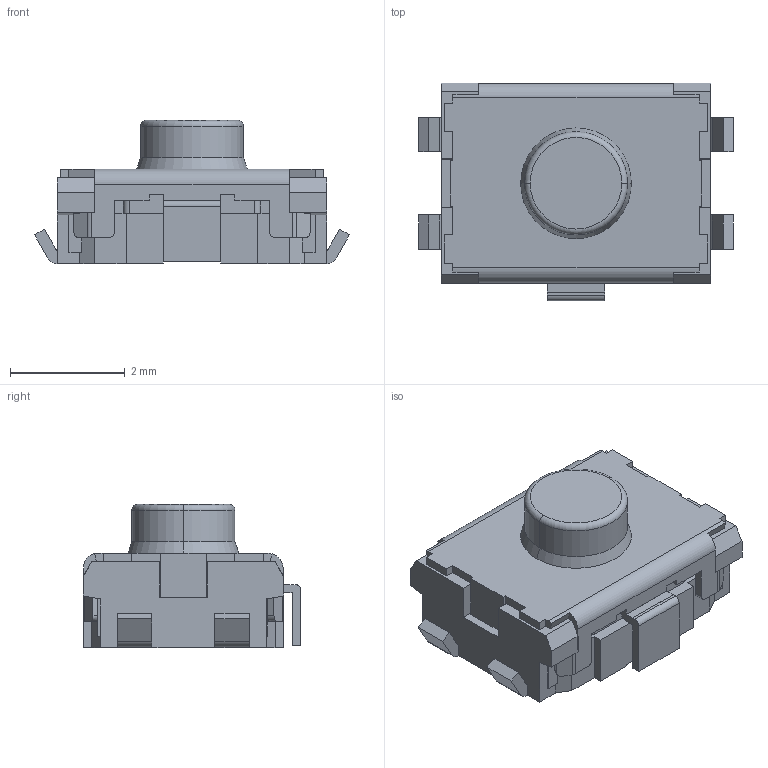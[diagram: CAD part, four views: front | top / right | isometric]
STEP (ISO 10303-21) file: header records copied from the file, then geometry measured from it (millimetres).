
FILE_DESCRIPTION (( 'STEP AP203' ), '1' );
FILE_NAME ('EVQP2B02B2.STEP', '2013-07-16T06:57:28', ( '全社標準ＰＣ' ), ( 'パナソニック株式会社' ), 'SwSTEP 2.0', 'SolidWorks 2012', '' );
FILE_SCHEMA (( 'CONFIG_CONTROL_DESIGN' ));
Length unit declared in the file: millimetre
Products named in the file (1): EVQP2B02B2
Bounding box: 5.5 x 3.8 x 2.5 mm (x, y, z)
Volume: 27.8 mm3; surface area: 80.1 mm2
Topology: 1 solids, 1 shells, 259 faces, 765 edges, 502 vertices
Faces by surface type: plane 220, cylinder 35, cone 2, torus 2
Entity records: 8646 total; most frequent: CARTESIAN_POINT 1605, ORIENTED_EDGE 1530, DIRECTION 1353, EDGE_CURVE 765, LINE 673, VECTOR 673, VERTEX_POINT 502, AXIS2_PLACEMENT_3D 340
